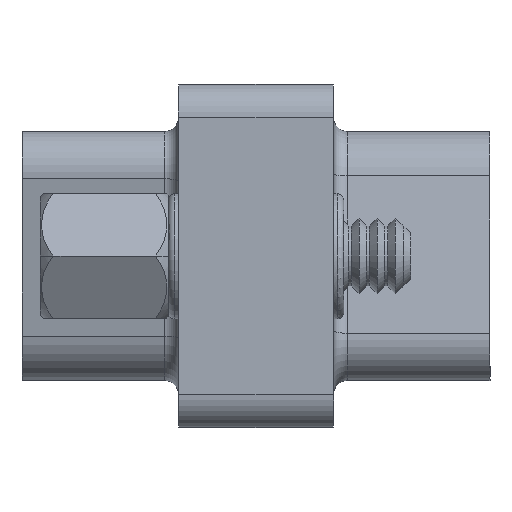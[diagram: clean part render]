
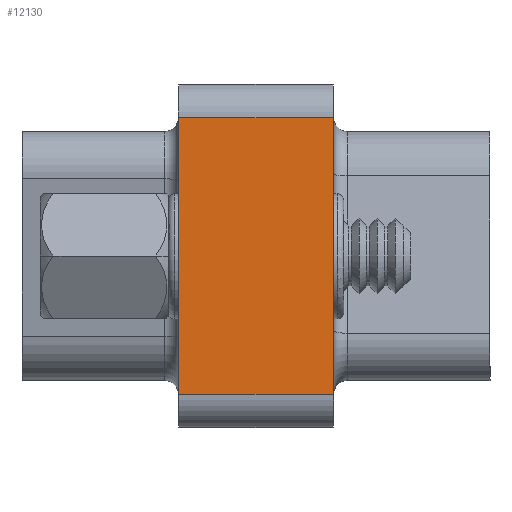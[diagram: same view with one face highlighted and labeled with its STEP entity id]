
A CAD part, left-side view. The second image highlights one B-rep face of the part: STEP entity #12130.
In plain terms, the highlighted planar face has unit normal (-1, 0, 0).
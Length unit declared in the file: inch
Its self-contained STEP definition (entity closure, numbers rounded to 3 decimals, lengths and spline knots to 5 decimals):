
#1709 = DIRECTION ( 'NONE',  ( 0., -1., 0. ) ) ;
#1710 = VECTOR ( 'NONE', #1709, 39.37008 ) ;
#1711 = CARTESIAN_POINT ( 'NONE',  ( -0.625, 0.115, -0.205 ) ) ;
#1712 = LINE ( 'NONE', #1711, #1710 ) ;
#4160 = CARTESIAN_POINT ( 'NONE',  ( -0.625, 0.115, 0.205 ) ) ;
#4206 = CARTESIAN_POINT ( 'NONE',  ( -0.625, 0.115, -0.205 ) ) ;
#4293 = DIRECTION ( 'NONE',  ( 0., 0., 1. ) ) ;
#4303 = VECTOR ( 'NONE', #4293, 39.37008 ) ;
#4304 = CARTESIAN_POINT ( 'NONE',  ( -0.625, 0.115, 0.255 ) ) ;
#4305 = LINE ( 'NONE', #4304, #4303 ) ;
#8780 = CARTESIAN_POINT ( 'NONE',  ( -0.625, -0.115, -0.205 ) ) ;
#8781 = DIRECTION ( 'NONE',  ( 0., 0., 1. ) ) ;
#8782 = VECTOR ( 'NONE', #8781, 39.37008 ) ;
#8783 = CARTESIAN_POINT ( 'NONE',  ( -0.625, -0.115, 0.255 ) ) ;
#8784 = LINE ( 'NONE', #8783, #8782 ) ;
#8785 = AXIS2_PLACEMENT_3D ( 'NONE', #8828, #8827, #8826 ) ;
#8802 = PLANE ( 'NONE',  #8785 ) ;
#8805 = DIRECTION ( 'NONE',  ( 0., 1., 0. ) ) ;
#8806 = VECTOR ( 'NONE', #8805, 39.37008 ) ;
#8807 = CARTESIAN_POINT ( 'NONE',  ( -0.625, 0.115, 0.205 ) ) ;
#8808 = LINE ( 'NONE', #8807, #8806 ) ;
#8809 = CARTESIAN_POINT ( 'NONE',  ( -0.625, -0.115, 0.205 ) ) ;
#8811 = FACE_OUTER_BOUND ( 'NONE', #12131, .T. ) ;
#8826 = DIRECTION ( 'NONE',  ( 0., 0., -1. ) ) ;
#8827 = DIRECTION ( 'NONE',  ( 1., 0., 0. ) ) ;
#8828 = CARTESIAN_POINT ( 'NONE',  ( -0.625, 0.115, 0.255 ) ) ;
#11974 = VERTEX_POINT ( 'NONE', #4206 ) ;
#11975 = VERTEX_POINT ( 'NONE', #4160 ) ;
#12057 = EDGE_CURVE ( 'NONE', #11974, #11975, #4305, .T. ) ;
#12130 = ADVANCED_FACE ( 'NONE', ( #8811 ), #8802, .F. ) ;
#12131 = EDGE_LOOP ( 'NONE', ( #12132, #12136, #12138, #12377 ) ) ;
#12132 = ORIENTED_EDGE ( 'NONE', *, *, #12133, .T. ) ;
#12133 = EDGE_CURVE ( 'NONE', #12134, #12135, #8784, .T. ) ;
#12134 = VERTEX_POINT ( 'NONE', #8780 ) ;
#12135 = VERTEX_POINT ( 'NONE', #8809 ) ;
#12136 = ORIENTED_EDGE ( 'NONE', *, *, #12137, .T. ) ;
#12137 = EDGE_CURVE ( 'NONE', #12135, #11975, #8808, .T. ) ;
#12138 = ORIENTED_EDGE ( 'NONE', *, *, #12057, .F. ) ;
#12377 = ORIENTED_EDGE ( 'NONE', *, *, #12378, .T. ) ;
#12378 = EDGE_CURVE ( 'NONE', #11974, #12134, #1712, .T. ) ;
